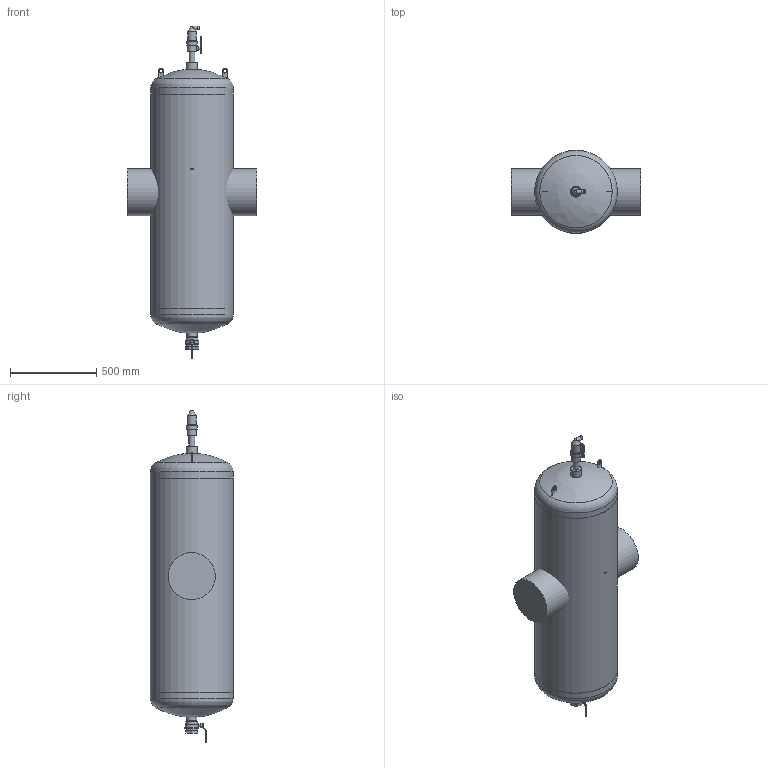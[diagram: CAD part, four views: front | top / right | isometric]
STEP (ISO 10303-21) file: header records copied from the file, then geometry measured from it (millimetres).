
FILE_DESCRIPTION(/* description */ (''),/* implementation_level */ '2;1');
FILE_NAME(/* name */ '3d_ExtwinTW273.0-9253170.stp',/* time_stamp */ '2015-12-07T14:38:00+01:00',/* author */ ('Andrzej'),/* organization */ (''),/* preprocessor_version */ 'ST-DEVELOPER v15.5',/* originating_system */ 'AutoCAD Mechanical',/* authorisation */ '');
FILE_SCHEMA (('AUTOMOTIVE_DESIGN { 1 0 10303 214 3 1 1 }'));
Length unit declared in the file: millimetre
Products named in the file (1): Product
Bounding box: 750 x 482.32 x 1926.5 mm (x, y, z)
Volume: 308507164.1 mm3; surface area: 4060917.9 mm2
Topology: 18 solids, 18 shells, 321 faces, 772 edges, 500 vertices
Faces by surface type: plane 184, cylinder 115, cone 11, torus 8, bspline 2, sphere 1
Full cylindrical faces by diameter (mm): 16.662 x1, 20 x4, 20.955 x1, 22 x1, 23 x1, 26.5 x1, 33.7 x2, 50 x1, 53 x1, 59.85 x1, 63 x2, 63.5 x1, 68 x1, 68.8 x1, 77.5 x1, 79.5 x1, 273 x1, 480 x3
Entity records: 9474 total; most frequent: CARTESIAN_POINT 1981, DIRECTION 1604, ORIENTED_EDGE 1440, EDGE_CURVE 720, AXIS2_PLACEMENT_3D 582, VERTEX_POINT 488, LINE 440, VECTOR 440
